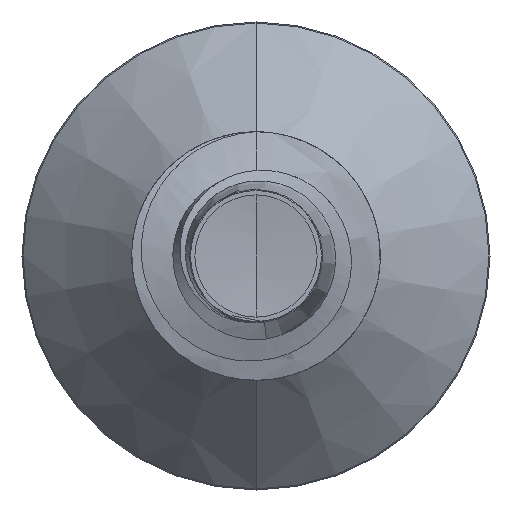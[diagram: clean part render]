
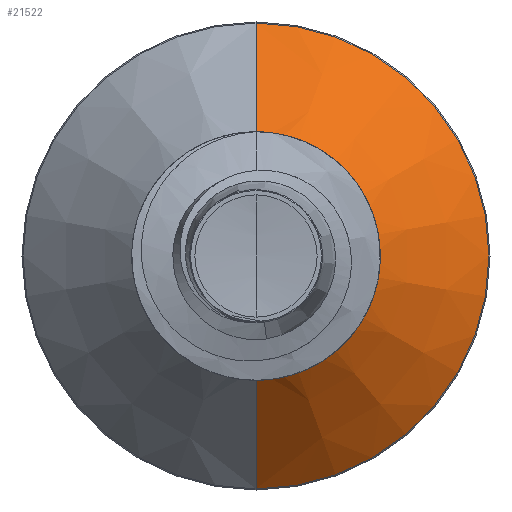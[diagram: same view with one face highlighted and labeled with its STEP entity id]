
A CAD part, front view. The second image highlights one B-rep face of the part: STEP entity #21522.
In plain terms, the highlighted conical face has half-angle 45 degrees and reference radius 2.744 mm.
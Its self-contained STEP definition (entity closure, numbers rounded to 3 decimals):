
#109 = VECTOR ( 'NONE', #16961, 1000. ) ;
#503 = VERTEX_POINT ( 'NONE', #21234 ) ;
#650 = CIRCLE ( 'NONE', #2850, 5.624 ) ;
#1512 = DIRECTION ( 'NONE',  ( 0., 1., 0. ) ) ;
#2376 = CARTESIAN_POINT ( 'NONE',  ( 0., 24.124, -5.624 ) ) ;
#2640 = ORIENTED_EDGE ( 'NONE', *, *, #22215, .T. ) ;
#2850 = AXIS2_PLACEMENT_3D ( 'NONE', #10597, #23409, #12922 ) ;
#3159 = CARTESIAN_POINT ( 'NONE',  ( 0., 21.245, -2.745 ) ) ;
#6865 = AXIS2_PLACEMENT_3D ( 'NONE', #15354, #23599, #26171 ) ;
#7444 = AXIS2_PLACEMENT_3D ( 'NONE', #16728, #1512, #18525 ) ;
#8420 = VECTOR ( 'NONE', #19624, 1000. ) ;
#9415 = CARTESIAN_POINT ( 'NONE',  ( 0., 21.245, 2.745 ) ) ;
#10199 = ORIENTED_EDGE ( 'NONE', *, *, #21239, .T. ) ;
#10597 = CARTESIAN_POINT ( 'NONE',  ( 0., 24.124, 0. ) ) ;
#10831 = VERTEX_POINT ( 'NONE', #9415 ) ;
#12922 = DIRECTION ( 'NONE',  ( 0., 0., 1. ) ) ;
#13466 = VERTEX_POINT ( 'NONE', #3159 ) ;
#15262 = CIRCLE ( 'NONE', #7444, 2.745 ) ;
#15354 = CARTESIAN_POINT ( 'NONE',  ( 0., 21.245, 0. ) ) ;
#15772 = EDGE_LOOP ( 'NONE', ( #2640, #10199, #20675, #24511 ) ) ;
#16215 = FACE_OUTER_BOUND ( 'NONE', #15772, .T. ) ;
#16728 = CARTESIAN_POINT ( 'NONE',  ( 0., 21.245, 0. ) ) ;
#16961 = DIRECTION ( 'NONE',  ( 0., 0.707, 0.707 ) ) ;
#18475 = LINE ( 'NONE', #24066, #8420 ) ;
#18525 = DIRECTION ( 'NONE',  ( 0., 0., 1. ) ) ;
#19624 = DIRECTION ( 'NONE',  ( 0., 0.707, -0.707 ) ) ;
#20675 = ORIENTED_EDGE ( 'NONE', *, *, #22899, .F. ) ;
#21234 = CARTESIAN_POINT ( 'NONE',  ( 0., 24.124, 5.624 ) ) ;
#21239 = EDGE_CURVE ( 'NONE', #13466, #22166, #18475, .T. ) ;
#21522 = ADVANCED_FACE ( 'NONE', ( #16215 ), #23789, .T. ) ;
#22166 = VERTEX_POINT ( 'NONE', #2376 ) ;
#22215 = EDGE_CURVE ( 'NONE', #10831, #13466, #15262, .T. ) ;
#22307 = EDGE_CURVE ( 'NONE', #10831, #503, #23111, .T. ) ;
#22899 = EDGE_CURVE ( 'NONE', #503, #22166, #650, .T. ) ;
#23111 = LINE ( 'NONE', #25967, #109 ) ;
#23409 = DIRECTION ( 'NONE',  ( 0., 1., 0. ) ) ;
#23599 = DIRECTION ( 'NONE',  ( 0., 1., 0. ) ) ;
#23789 = CONICAL_SURFACE ( 'NONE', #6865, 2.745, 0.785 ) ;
#24066 = CARTESIAN_POINT ( 'NONE',  ( 0., 21.245, -2.745 ) ) ;
#24511 = ORIENTED_EDGE ( 'NONE', *, *, #22307, .F. ) ;
#25967 = CARTESIAN_POINT ( 'NONE',  ( 0., 21.245, 2.745 ) ) ;
#26171 = DIRECTION ( 'NONE',  ( 0., 0., 1. ) ) ;
